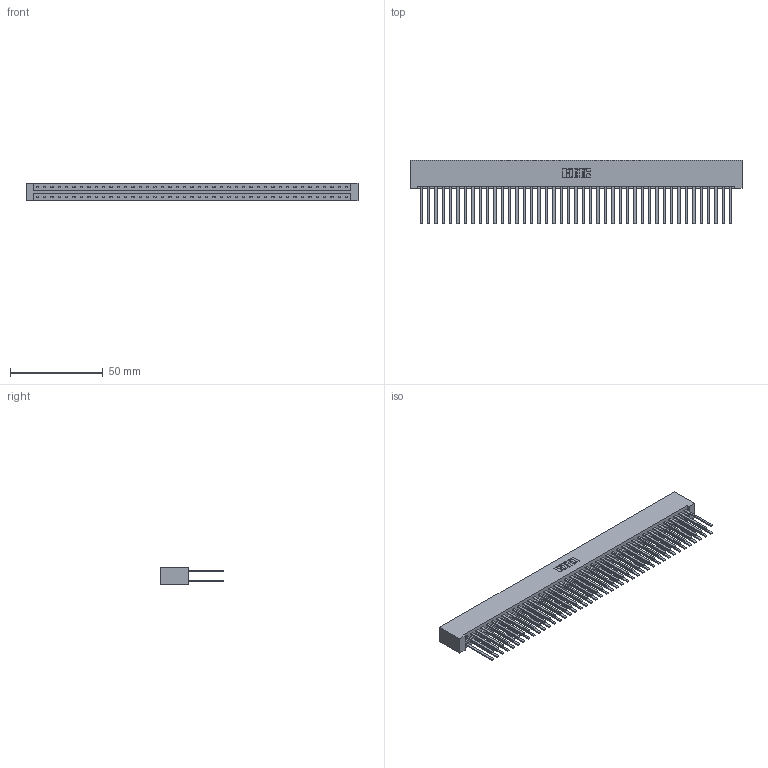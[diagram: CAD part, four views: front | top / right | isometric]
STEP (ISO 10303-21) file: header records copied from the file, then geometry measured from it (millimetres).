
FILE_DESCRIPTION (( 'STEP AP203' ), '1' );
FILE_NAME ('833-086-544-201.STEP', '2020-06-06T03:41:22', ( '' ), ( '' ), 'SwSTEP 2.0', 'SolidWorks 2020', '' );
FILE_SCHEMA (( 'CONFIG_CONTROL_DESIGN' ));
Length unit declared in the file: inch
Products named in the file (3): 833-086-544-201; 345-292-001_345-293-144; 833 Part_Lugless
Assembly tree (87 placements, depth 2):
  833-086-544-201
    833 Part_Lugless
    345-292-001_345-293-144  x86
Bounding box: 178.64 x 34.3 x 9.4 mm (x, y, z)
Volume: 20085.1 mm3; surface area: 27662.3 mm2
Topology: 87 solids, 87 shells, 4062 faces, 12069 edges, 7930 vertices
Faces by surface type: plane 2818, cylinder 1244
Entity records: 27073 total; most frequent: CARTESIAN_POINT 4482, ORIENTED_EDGE 4418, DIRECTION 3817, EDGE_CURVE 2209, LINE 2093, VECTOR 2093, VERTEX_POINT 1470, AXIS2_PLACEMENT_3D 862
